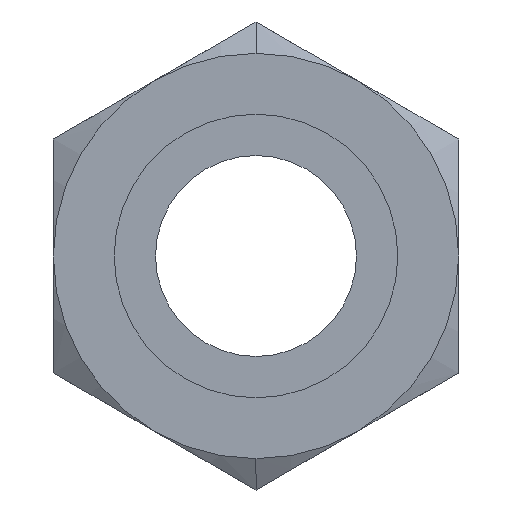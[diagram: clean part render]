
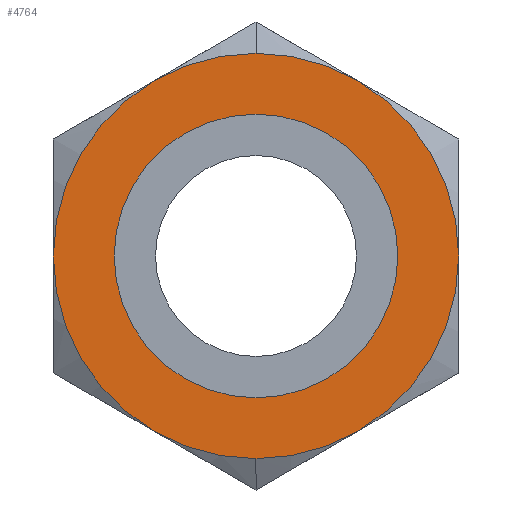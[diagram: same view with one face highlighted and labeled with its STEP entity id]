
A CAD part, left-side view. The second image highlights one B-rep face of the part: STEP entity #4764.
In plain terms, the highlighted planar face has unit normal (-1, 0, 0).
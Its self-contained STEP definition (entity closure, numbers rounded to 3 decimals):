
#240 = ORIENTED_EDGE ( 'NONE', *, *, #897, .T. ) ;
#314 = DIRECTION ( 'NONE',  ( 0., 0., 1. ) ) ;
#897 = EDGE_CURVE ( 'NONE', #6974, #5329, #2309, .T. ) ;
#990 = CARTESIAN_POINT ( 'NONE',  ( 0., 0., 15.875 ) ) ;
#1013 = DIRECTION ( 'NONE',  ( 0., 0., 1. ) ) ;
#1554 = CARTESIAN_POINT ( 'NONE',  ( 0., 0., 0. ) ) ;
#1711 = CARTESIAN_POINT ( 'NONE',  ( 0., 0., 11.11 ) ) ;
#1966 = AXIS2_PLACEMENT_3D ( 'NONE', #1554, #7354, #3860 ) ;
#2197 = DIRECTION ( 'NONE',  ( 0., 0., -1. ) ) ;
#2211 = CARTESIAN_POINT ( 'NONE',  ( 0., 0., -15.875 ) ) ;
#2309 = CIRCLE ( 'NONE', #6140, 11.11 ) ;
#2338 = EDGE_CURVE ( 'NONE', #5355, #6055, #4402, .T. ) ;
#2391 = CARTESIAN_POINT ( 'NONE',  ( 0., 0., 7.938 ) ) ;
#2466 = DIRECTION ( 'NONE',  ( 1., 0., 0. ) ) ;
#2765 = ORIENTED_EDGE ( 'NONE', *, *, #4000, .T. ) ;
#2932 = AXIS2_PLACEMENT_3D ( 'NONE', #7859, #8586, #314 ) ;
#2997 = CIRCLE ( 'NONE', #1966, 15.875 ) ;
#3262 = FACE_BOUND ( 'NONE', #6918, .T. ) ;
#3860 = DIRECTION ( 'NONE',  ( 0., 0., -1. ) ) ;
#4000 = EDGE_CURVE ( 'NONE', #5329, #6974, #5352, .T. ) ;
#4085 = EDGE_CURVE ( 'NONE', #6055, #5355, #2997, .T. ) ;
#4402 = CIRCLE ( 'NONE', #2932, 15.875 ) ;
#4587 = DIRECTION ( 'NONE',  ( 0., 0., 1. ) ) ;
#4764 = ADVANCED_FACE ( 'NONE', ( #3262, #8734 ), #8825, .T. ) ;
#4829 = DIRECTION ( 'NONE',  ( 1., 0., 0. ) ) ;
#4960 = CARTESIAN_POINT ( 'NONE',  ( 0., 0., 0. ) ) ;
#5051 = AXIS2_PLACEMENT_3D ( 'NONE', #4960, #4829, #2197 ) ;
#5057 = ORIENTED_EDGE ( 'NONE', *, *, #2338, .F. ) ;
#5329 = VERTEX_POINT ( 'NONE', #7113 ) ;
#5352 = CIRCLE ( 'NONE', #5051, 11.11 ) ;
#5355 = VERTEX_POINT ( 'NONE', #990 ) ;
#5729 = AXIS2_PLACEMENT_3D ( 'NONE', #2391, #6714, #1013 ) ;
#6055 = VERTEX_POINT ( 'NONE', #2211 ) ;
#6140 = AXIS2_PLACEMENT_3D ( 'NONE', #7342, #2466, #4587 ) ;
#6714 = DIRECTION ( 'NONE',  ( -1., 0., 0. ) ) ;
#6918 = EDGE_LOOP ( 'NONE', ( #2765, #240 ) ) ;
#6974 = VERTEX_POINT ( 'NONE', #1711 ) ;
#7113 = CARTESIAN_POINT ( 'NONE',  ( 0., 0., -11.11 ) ) ;
#7342 = CARTESIAN_POINT ( 'NONE',  ( 0., 0., 0. ) ) ;
#7354 = DIRECTION ( 'NONE',  ( 1., 0., 0. ) ) ;
#7455 = EDGE_LOOP ( 'NONE', ( #5057, #8776 ) ) ;
#7859 = CARTESIAN_POINT ( 'NONE',  ( 0., 0., 0. ) ) ;
#8586 = DIRECTION ( 'NONE',  ( 1., 0., 0. ) ) ;
#8734 = FACE_OUTER_BOUND ( 'NONE', #7455, .T. ) ;
#8776 = ORIENTED_EDGE ( 'NONE', *, *, #4085, .F. ) ;
#8825 = PLANE ( 'NONE',  #5729 ) ;
